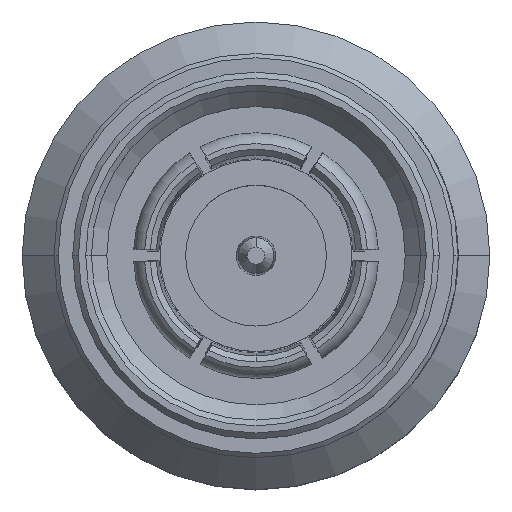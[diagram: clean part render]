
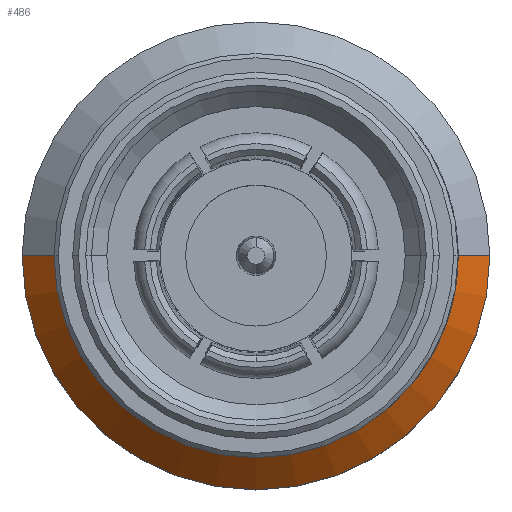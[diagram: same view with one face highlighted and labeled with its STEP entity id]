
A CAD part, top view. The second image highlights one B-rep face of the part: STEP entity #486.
In plain terms, the highlighted conical face has half-angle 45 degrees and reference radius 8.1 mm.
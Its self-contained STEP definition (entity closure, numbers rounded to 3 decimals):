
#48 = ORIENTED_EDGE ( 'NONE', *, *, #12680, .T. ) ;
#486 = ADVANCED_FACE ( 'NONE', ( #2081 ), #14055, .T. ) ;
#1701 = VERTEX_POINT ( 'NONE', #8038 ) ;
#1756 = ORIENTED_EDGE ( 'NONE', *, *, #5732, .T. ) ;
#2081 = FACE_OUTER_BOUND ( 'NONE', #9663, .T. ) ;
#3905 = DIRECTION ( 'NONE',  ( -1., 0., 0. ) ) ;
#3937 = ORIENTED_EDGE ( 'NONE', *, *, #5832, .F. ) ;
#4226 = DIRECTION ( 'NONE',  ( 0., 0., 1. ) ) ;
#4329 = EDGE_CURVE ( 'NONE', #5545, #1701, #9609, .T. ) ;
#5070 = CARTESIAN_POINT ( 'NONE',  ( 0., 0., -5.65 ) ) ;
#5545 = VERTEX_POINT ( 'NONE', #18012 ) ;
#5732 = EDGE_CURVE ( 'NONE', #5545, #14181, #18687, .T. ) ;
#5832 = EDGE_CURVE ( 'NONE', #1701, #13992, #5849, .T. ) ;
#5849 = LINE ( 'NONE', #12222, #16897 ) ;
#6820 = DIRECTION ( 'NONE',  ( 0., 0., -1. ) ) ;
#8038 = CARTESIAN_POINT ( 'NONE',  ( 6.35, 0., -3.9 ) ) ;
#8727 = AXIS2_PLACEMENT_3D ( 'NONE', #13161, #13138, #13090 ) ;
#9609 = CIRCLE ( 'NONE', #8727, 6.35 ) ;
#9663 = EDGE_LOOP ( 'NONE', ( #3937, #11611, #1756, #48 ) ) ;
#10177 = AXIS2_PLACEMENT_3D ( 'NONE', #5070, #6820, #3905 ) ;
#10822 = CIRCLE ( 'NONE', #16091, 8.1 ) ;
#10982 = VECTOR ( 'NONE', #12874, 1000. ) ;
#11611 = ORIENTED_EDGE ( 'NONE', *, *, #4329, .F. ) ;
#12028 = DIRECTION ( 'NONE',  ( 0.707, 0., -0.707 ) ) ;
#12222 = CARTESIAN_POINT ( 'NONE',  ( 8.1, 0., -5.65 ) ) ;
#12680 = EDGE_CURVE ( 'NONE', #14181, #13992, #10822, .T. ) ;
#12859 = CARTESIAN_POINT ( 'NONE',  ( 0., 0., -5.65 ) ) ;
#12874 = DIRECTION ( 'NONE',  ( -0.707, 0., -0.707 ) ) ;
#13090 = DIRECTION ( 'NONE',  ( 1., 0., 0. ) ) ;
#13097 = CARTESIAN_POINT ( 'NONE',  ( -8.1, 0., -5.65 ) ) ;
#13138 = DIRECTION ( 'NONE',  ( 0., 0., 1. ) ) ;
#13161 = CARTESIAN_POINT ( 'NONE',  ( 0., 0., -3.9 ) ) ;
#13992 = VERTEX_POINT ( 'NONE', #15142 ) ;
#14055 = CONICAL_SURFACE ( 'NONE', #10177, 8.1, 0.785 ) ;
#14150 = CARTESIAN_POINT ( 'NONE',  ( -8.1, 0., -5.65 ) ) ;
#14181 = VERTEX_POINT ( 'NONE', #14150 ) ;
#14297 = DIRECTION ( 'NONE',  ( 1., 0., 0. ) ) ;
#15142 = CARTESIAN_POINT ( 'NONE',  ( 8.1, 0., -5.65 ) ) ;
#16091 = AXIS2_PLACEMENT_3D ( 'NONE', #12859, #4226, #14297 ) ;
#16897 = VECTOR ( 'NONE', #12028, 1000. ) ;
#18012 = CARTESIAN_POINT ( 'NONE',  ( -6.35, 0., -3.9 ) ) ;
#18687 = LINE ( 'NONE', #13097, #10982 ) ;
